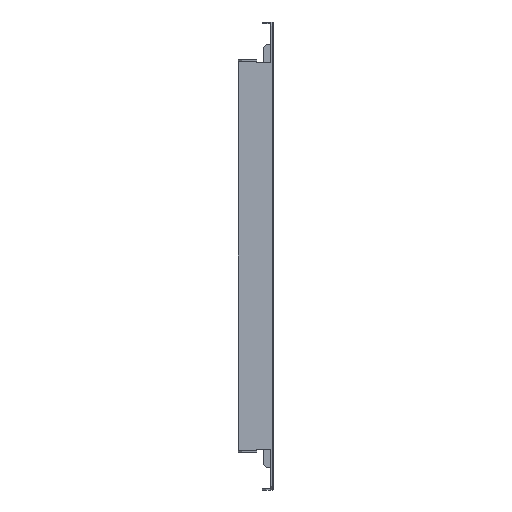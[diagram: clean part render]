
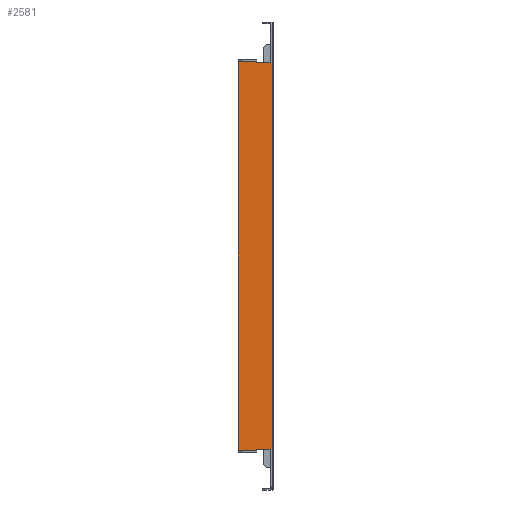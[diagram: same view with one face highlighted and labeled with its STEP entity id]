
A CAD part, left-side view. The second image highlights one B-rep face of the part: STEP entity #2581.
In plain terms, the highlighted planar face has unit normal (-1, 0, 0).
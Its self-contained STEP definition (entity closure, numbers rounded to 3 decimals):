
#52 = DIRECTION ( 'NONE',  ( 0., -1., 0. ) ) ;
#67 = CARTESIAN_POINT ( 'NONE',  ( -303.3, 30.5, 0. ) ) ;
#76 = CARTESIAN_POINT ( 'NONE',  ( -303.3, 0., -164. ) ) ;
#116 = EDGE_CURVE ( 'NONE', #2348, #1437, #2451, .T. ) ;
#141 = CARTESIAN_POINT ( 'NONE',  ( -303.3, 14.7, 0. ) ) ;
#147 = EDGE_CURVE ( 'NONE', #2348, #774, #1530, .T. ) ;
#167 = VECTOR ( 'NONE', #1499, 1000. ) ;
#215 = CARTESIAN_POINT ( 'NONE',  ( -303.3, 1.5, 0. ) ) ;
#216 = VERTEX_POINT ( 'NONE', #2242 ) ;
#254 = LINE ( 'NONE', #515, #344 ) ;
#263 = VERTEX_POINT ( 'NONE', #1853 ) ;
#291 = PLANE ( 'NONE',  #2452 ) ;
#294 = CARTESIAN_POINT ( 'NONE',  ( -303.3, 1.5, -164. ) ) ;
#344 = VECTOR ( 'NONE', #2166, 1000. ) ;
#349 = VERTEX_POINT ( 'NONE', #1820 ) ;
#415 = CARTESIAN_POINT ( 'NONE',  ( -303.3, 14.7, -164. ) ) ;
#488 = CARTESIAN_POINT ( 'NONE',  ( -303.3, 0., -165. ) ) ;
#515 = CARTESIAN_POINT ( 'NONE',  ( -303.3, 30.5, -164. ) ) ;
#550 = EDGE_CURVE ( 'NONE', #2704, #2577, #623, .T. ) ;
#568 = FACE_OUTER_BOUND ( 'NONE', #2141, .T. ) ;
#593 = VECTOR ( 'NONE', #1441, 1000. ) ;
#623 = LINE ( 'NONE', #2762, #2017 ) ;
#630 = DIRECTION ( 'NONE',  ( 0., 1., 0. ) ) ;
#657 = DIRECTION ( 'NONE',  ( 0., 0., -1. ) ) ;
#676 = VECTOR ( 'NONE', #1602, 1000. ) ;
#706 = VECTOR ( 'NONE', #2510, 1000. ) ;
#718 = DIRECTION ( 'NONE',  ( 1., 0., 0. ) ) ;
#774 = VERTEX_POINT ( 'NONE', #1267 ) ;
#866 = LINE ( 'NONE', #2736, #1260 ) ;
#935 = DIRECTION ( 'NONE',  ( 0., 0., 1. ) ) ;
#971 = EDGE_CURVE ( 'NONE', #216, #2635, #2790, .T. ) ;
#1004 = ORIENTED_EDGE ( 'NONE', *, *, #2872, .T. ) ;
#1011 = LINE ( 'NONE', #67, #2825 ) ;
#1018 = ORIENTED_EDGE ( 'NONE', *, *, #116, .T. ) ;
#1051 = DIRECTION ( 'NONE',  ( 0., 0., 1. ) ) ;
#1102 = CARTESIAN_POINT ( 'NONE',  ( -303.3, 14.7, 165. ) ) ;
#1172 = ORIENTED_EDGE ( 'NONE', *, *, #971, .T. ) ;
#1259 = CARTESIAN_POINT ( 'NONE',  ( -303.3, 0., 164. ) ) ;
#1260 = VECTOR ( 'NONE', #630, 1000. ) ;
#1267 = CARTESIAN_POINT ( 'NONE',  ( -303.3, 14.7, -165. ) ) ;
#1276 = CARTESIAN_POINT ( 'NONE',  ( -303.3, 30.5, -164. ) ) ;
#1305 = CARTESIAN_POINT ( 'NONE',  ( -303.3, 4., -164. ) ) ;
#1401 = LINE ( 'NONE', #215, #2631 ) ;
#1437 = VERTEX_POINT ( 'NONE', #2575 ) ;
#1441 = DIRECTION ( 'NONE',  ( 0., -1., 0. ) ) ;
#1499 = DIRECTION ( 'NONE',  ( 0., -1., 0. ) ) ;
#1521 = CARTESIAN_POINT ( 'NONE',  ( -303.3, 0., 0. ) ) ;
#1530 = LINE ( 'NONE', #141, #706 ) ;
#1532 = EDGE_CURVE ( 'NONE', #2635, #2118, #2304, .T. ) ;
#1560 = CARTESIAN_POINT ( 'NONE',  ( -303.3, 0., 165. ) ) ;
#1582 = ORIENTED_EDGE ( 'NONE', *, *, #1689, .T. ) ;
#1602 = DIRECTION ( 'NONE',  ( 0., 0., 1. ) ) ;
#1641 = ORIENTED_EDGE ( 'NONE', *, *, #1715, .T. ) ;
#1689 = EDGE_CURVE ( 'NONE', #2207, #774, #2609, .T. ) ;
#1715 = EDGE_CURVE ( 'NONE', #2577, #2207, #254, .T. ) ;
#1780 = VERTEX_POINT ( 'NONE', #294 ) ;
#1804 = DIRECTION ( 'NONE',  ( 0., 1., 0. ) ) ;
#1820 = CARTESIAN_POINT ( 'NONE',  ( -303.3, 1.5, 164. ) ) ;
#1853 = CARTESIAN_POINT ( 'NONE',  ( -303.3, 4., 164. ) ) ;
#1935 = CARTESIAN_POINT ( 'NONE',  ( -303.3, 30.5, -165. ) ) ;
#2015 = CARTESIAN_POINT ( 'NONE',  ( -303.3, 30.5, 164. ) ) ;
#2017 = VECTOR ( 'NONE', #657, 1000. ) ;
#2051 = ORIENTED_EDGE ( 'NONE', *, *, #2675, .T. ) ;
#2118 = VERTEX_POINT ( 'NONE', #2871 ) ;
#2141 = EDGE_LOOP ( 'NONE', ( #1018, #2051, #1004, #2944, #2985, #1172, #2209, #2536, #2548, #1641, #1582, #2310 ) ) ;
#2166 = DIRECTION ( 'NONE',  ( 0., 0., -1. ) ) ;
#2207 = VERTEX_POINT ( 'NONE', #1935 ) ;
#2209 = ORIENTED_EDGE ( 'NONE', *, *, #1532, .T. ) ;
#2242 = CARTESIAN_POINT ( 'NONE',  ( -303.3, 14.7, 164. ) ) ;
#2251 = DIRECTION ( 'NONE',  ( 0., -1., 0. ) ) ;
#2304 = LINE ( 'NONE', #1560, #2646 ) ;
#2310 = ORIENTED_EDGE ( 'NONE', *, *, #147, .F. ) ;
#2348 = VERTEX_POINT ( 'NONE', #415 ) ;
#2451 = LINE ( 'NONE', #76, #167 ) ;
#2452 = AXIS2_PLACEMENT_3D ( 'NONE', #1521, #718, #2622 ) ;
#2510 = DIRECTION ( 'NONE',  ( 0., 0., -1. ) ) ;
#2536 = ORIENTED_EDGE ( 'NONE', *, *, #2945, .F. ) ;
#2548 = ORIENTED_EDGE ( 'NONE', *, *, #550, .T. ) ;
#2564 = LINE ( 'NONE', #1305, #2605 ) ;
#2575 = CARTESIAN_POINT ( 'NONE',  ( -303.3, 4., -164. ) ) ;
#2577 = VERTEX_POINT ( 'NONE', #1276 ) ;
#2581 = ADVANCED_FACE ( 'NONE', ( #568 ), #291, .F. ) ;
#2605 = VECTOR ( 'NONE', #2251, 1000. ) ;
#2609 = LINE ( 'NONE', #488, #593 ) ;
#2622 = DIRECTION ( 'NONE',  ( 0., 1., 0. ) ) ;
#2631 = VECTOR ( 'NONE', #935, 1000. ) ;
#2635 = VERTEX_POINT ( 'NONE', #1102 ) ;
#2646 = VECTOR ( 'NONE', #1804, 1000. ) ;
#2675 = EDGE_CURVE ( 'NONE', #1437, #1780, #2564, .T. ) ;
#2700 = EDGE_CURVE ( 'NONE', #263, #216, #866, .T. ) ;
#2704 = VERTEX_POINT ( 'NONE', #2015 ) ;
#2736 = CARTESIAN_POINT ( 'NONE',  ( -303.3, 0., 164. ) ) ;
#2762 = CARTESIAN_POINT ( 'NONE',  ( -303.3, 30.5, 0. ) ) ;
#2773 = CARTESIAN_POINT ( 'NONE',  ( -303.3, 14.7, 164. ) ) ;
#2790 = LINE ( 'NONE', #2773, #676 ) ;
#2825 = VECTOR ( 'NONE', #1051, 1000. ) ;
#2871 = CARTESIAN_POINT ( 'NONE',  ( -303.3, 30.5, 165. ) ) ;
#2872 = EDGE_CURVE ( 'NONE', #1780, #349, #1401, .T. ) ;
#2882 = VECTOR ( 'NONE', #52, 1000. ) ;
#2915 = LINE ( 'NONE', #1259, #2882 ) ;
#2928 = EDGE_CURVE ( 'NONE', #263, #349, #2915, .T. ) ;
#2944 = ORIENTED_EDGE ( 'NONE', *, *, #2928, .F. ) ;
#2945 = EDGE_CURVE ( 'NONE', #2704, #2118, #1011, .T. ) ;
#2985 = ORIENTED_EDGE ( 'NONE', *, *, #2700, .T. ) ;
